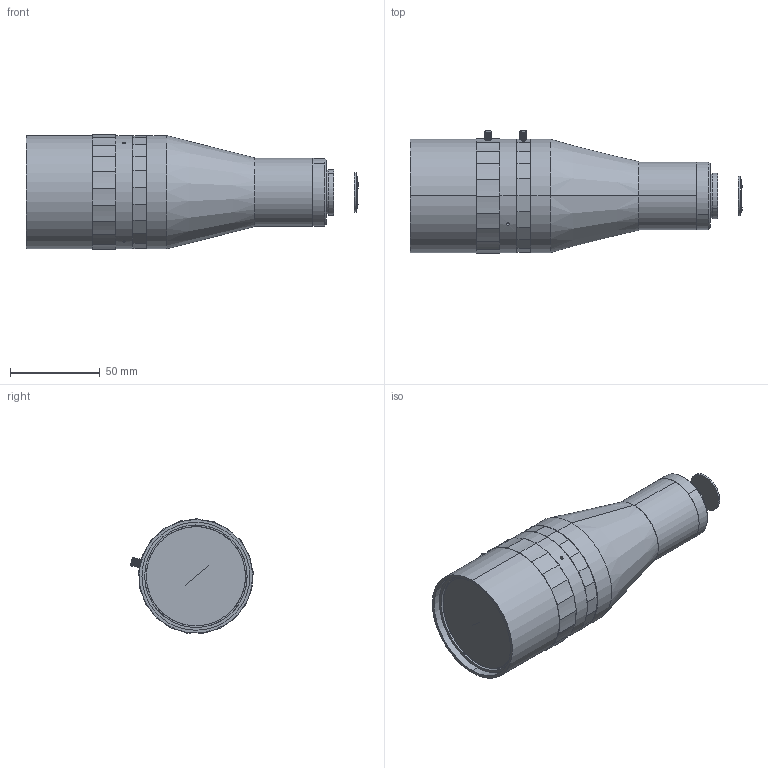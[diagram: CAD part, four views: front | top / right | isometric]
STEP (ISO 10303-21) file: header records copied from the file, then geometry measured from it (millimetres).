
FILE_DESCRIPTION (( 'STEP AP203' ), '1' );
FILE_NAME ('680011.STEP', '2024-11-25T07:54:34', ( '' ), ( '' ), 'SwSTEP 2.0', 'SolidWorks 2020', '' );
FILE_SCHEMA (( 'CONFIG_CONTROL_DESIGN' ));
Length unit declared in the file: millimetre
Products named in the file (18): ____M51^680011(2)_680011; ______-4^680011(2)_680011; ____1^680011(2)_680011; f200-30-tor^680011(2)_680011; 眈儂覃誹蹟邡; ________^680011(2)_680011; NONE_20^f200-30-tor_680011(2)_680011; ____3^680011(2)_680011; 680011; c__^680011(2)_680011; ____2^680011(2)_680011; ____-2^680011(2)_680011; ______-3^680011(2)_680011; ______^680011(2)_680011; ______-1^680011(2)_680011; ______-0^680011(2)_680011; ____^680011(2)_680011; 680011(2)^680011
Assembly tree (18 placements, depth 4):
  680011
    680011(2)^680011
      f200-30-tor^680011(2)_680011
        NONE_20^f200-30-tor_680011(2)_680011
      ______^680011(2)_680011
      ______-0^680011(2)_680011
      ________^680011(2)_680011
      ____^680011(2)_680011
      ____-2^680011(2)_680011
      ____3^680011(2)_680011
      ______-4^680011(2)_680011
      c__^680011(2)_680011
      ____1^680011(2)_680011
      ____M51^680011(2)_680011
      ____2^680011(2)_680011
    眈儂覃誹蹟邡  x2
    ______-1^680011(2)_680011
    ______-3^680011(2)_680011
Bounding box: 184.52 x 68.19 x 63.69 mm (x, y, z)
Volume: 158579 mm3; surface area: 157305.4 mm2
Topology: 15 solids, 29 shells, 678 faces, 1731 edges, 1144 vertices
Faces by surface type: cylinder 266, plane 221, cone 162, bspline 29
Entity records: 23220 total; most frequent: CARTESIAN_POINT 8417, ORIENTED_EDGE 2726, DIRECTION 2623, EDGE_CURVE 1365, AXIS2_PLACEMENT_3D 1074, VERTEX_POINT 900, EDGE_LOOP 632, ADVANCED_FACE 552
